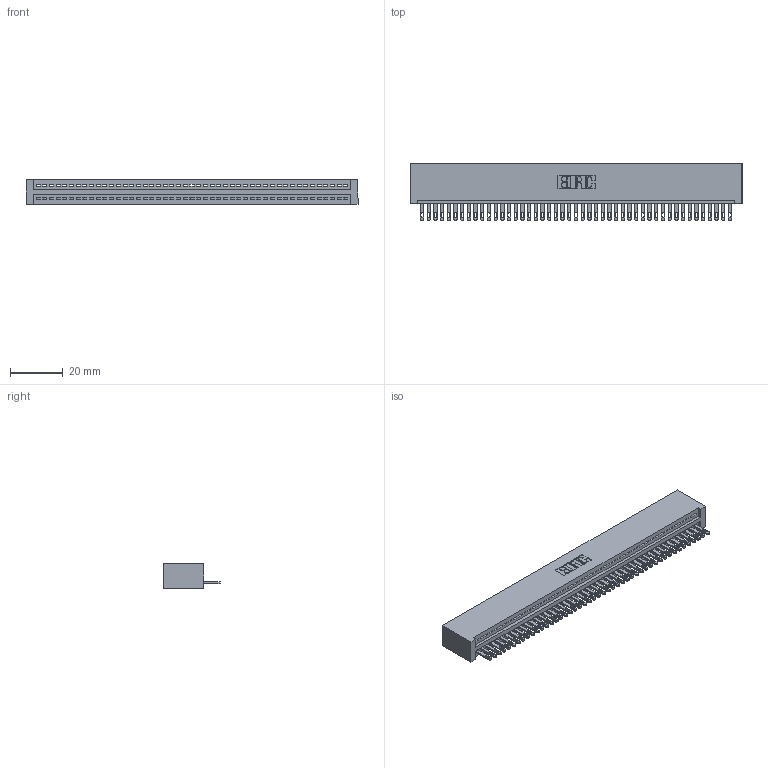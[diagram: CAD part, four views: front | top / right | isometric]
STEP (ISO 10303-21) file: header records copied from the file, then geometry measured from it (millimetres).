
FILE_DESCRIPTION (( 'STEP AP203' ), '1' );
FILE_NAME ('345-047-500-101.STEP', '2019-10-09T00:54:38', ( '' ), ( '' ), 'SwSTEP 2.0', 'SolidWorks 2016', '' );
FILE_SCHEMA (( 'CONFIG_CONTROL_DESIGN' ));
Length unit declared in the file: inch
Products named in the file (3): 345 Part_No Mounting Lugs; 345-292-001_345-293-100; 345-047-500-101
Assembly tree (48 placements, depth 2):
  345-047-500-101
    345 Part_No Mounting Lugs
    345-292-001_345-293-100  x47
Bounding box: 125.98 x 21.51 x 9.4 mm (x, y, z)
Volume: 12620.5 mm3; surface area: 17135.1 mm2
Topology: 48 solids, 48 shells, 2656 faces, 8213 edges, 5474 vertices
Faces by surface type: plane 1674, cylinder 982
Entity records: 34353 total; most frequent: CARTESIAN_POINT 5957, ORIENTED_EDGE 5938, DIRECTION 5191, EDGE_CURVE 2969, LINE 2653, VECTOR 2653, VERTEX_POINT 1978, AXIS2_PLACEMENT_3D 1269
